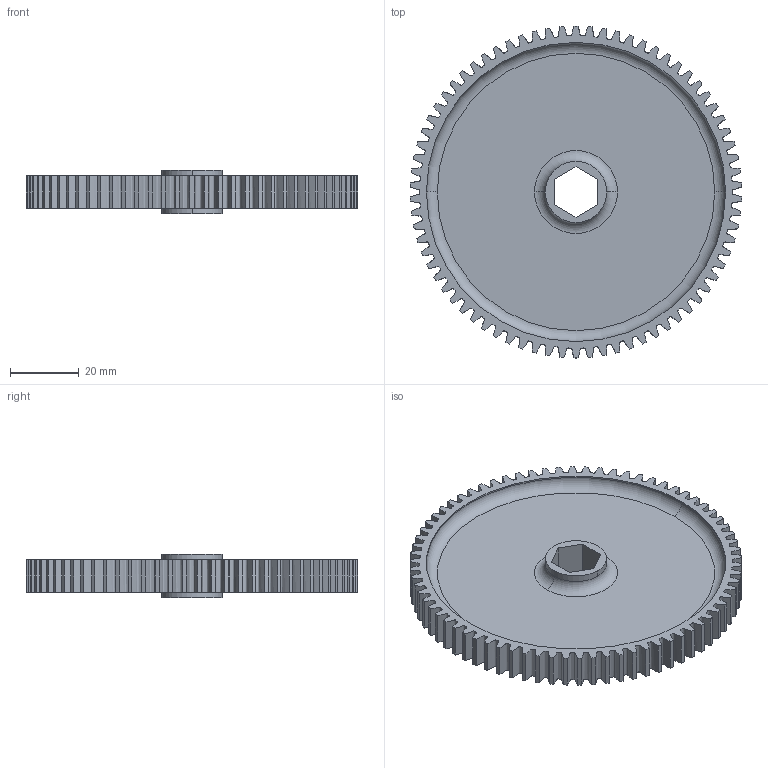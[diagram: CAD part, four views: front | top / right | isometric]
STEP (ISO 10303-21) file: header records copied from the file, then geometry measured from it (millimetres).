
FILE_DESCRIPTION (( 'STEP AP214' ), '1' );
FILE_NAME ('WCP-0145 Rev1.STEP', '2019-12-21T01:24:15', ( '' ), ( '' ), 'SwSTEP 2.0', 'SolidWorks 2018', '' );
FILE_SCHEMA (( 'AUTOMOTIVE_DESIGN' ));
Length unit declared in the file: inch
Products named in the file (1): WCP-0145 Rev1
Bounding box: 96.48 x 96.52 x 12.6 mm (x, y, z)
Volume: 27072.2 mm3; surface area: 21471.5 mm2
Topology: 1 solids, 1 shells, 176 faces, 506 edges, 336 vertices
Faces by surface type: cylinder 82, bspline 74, plane 12, torus 8
Entity records: 25550 total; most frequent: CARTESIAN_POINT 21221, ORIENTED_EDGE 1012, DIRECTION 748, EDGE_CURVE 506, VERTEX_POINT 336, AXIS2_PLACEMENT_3D 287, CIRCLE 184, EDGE_LOOP 182
